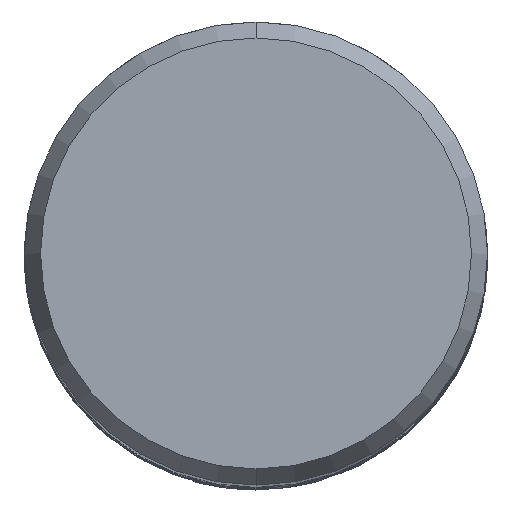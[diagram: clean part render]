
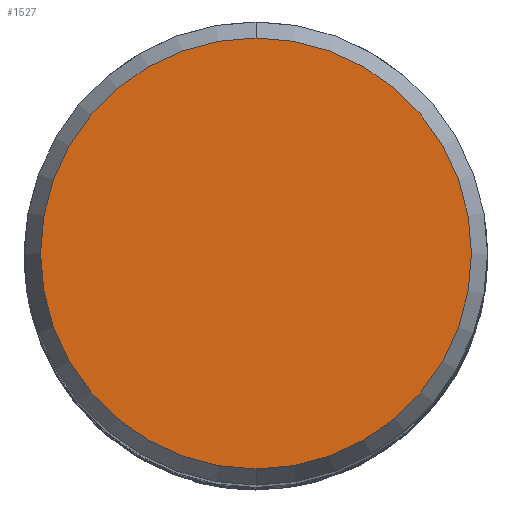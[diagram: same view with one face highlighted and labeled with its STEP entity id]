
A CAD part, top view. The second image highlights one B-rep face of the part: STEP entity #1527.
In plain terms, the highlighted planar face has unit normal (0, 0, 1).
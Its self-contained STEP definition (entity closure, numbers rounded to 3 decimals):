
#1297=VERTEX_POINT('',#2855);
#1461=EDGE_CURVE('',#1297,#1519,#3031,.T.);
#1519=VERTEX_POINT('',#3094);
#1527=ADVANCED_FACE('',(#3103),#3104,.T.);
#1767=EDGE_CURVE('',#1519,#1297,#3367,.T.);
#2855=CARTESIAN_POINT('',(0.0,9.307,0.0));
#3031=CIRCLE('',#16270,9.307);
#3094=CARTESIAN_POINT('',(0.,-9.307,0.0));
#3103=FACE_OUTER_BOUND('',#18220,.T.);
#3104=PLANE('',#18221);
#3367=CIRCLE('',#22657,9.307);
#16270=AXIS2_PLACEMENT_3D('',#32637,#32638,#32639);
#18220=EDGE_LOOP('',(#32698,#32699));
#18221=AXIS2_PLACEMENT_3D('',#32700,#32701,#32702);
#22657=AXIS2_PLACEMENT_3D('',#32974,#32975,#32976);
#32637=CARTESIAN_POINT('',(0.0,0.0,0.0));
#32638=DIRECTION('',(0.0,0.0,-1.0));
#32639=DIRECTION('',(0.0,1.0,0.0));
#32698=ORIENTED_EDGE('',*,*,#1461,.F.);
#32699=ORIENTED_EDGE('',*,*,#1767,.F.);
#32700=CARTESIAN_POINT('',(0.0,4.654,0.0));
#32701=DIRECTION('',(-0.0,0.0,1.0));
#32702=DIRECTION('',(0.0,-1.0,0.0));
#32974=CARTESIAN_POINT('',(0.0,0.0,0.0));
#32975=DIRECTION('',(0.0,0.0,-1.0));
#32976=DIRECTION('',(0.0,1.0,0.0));
